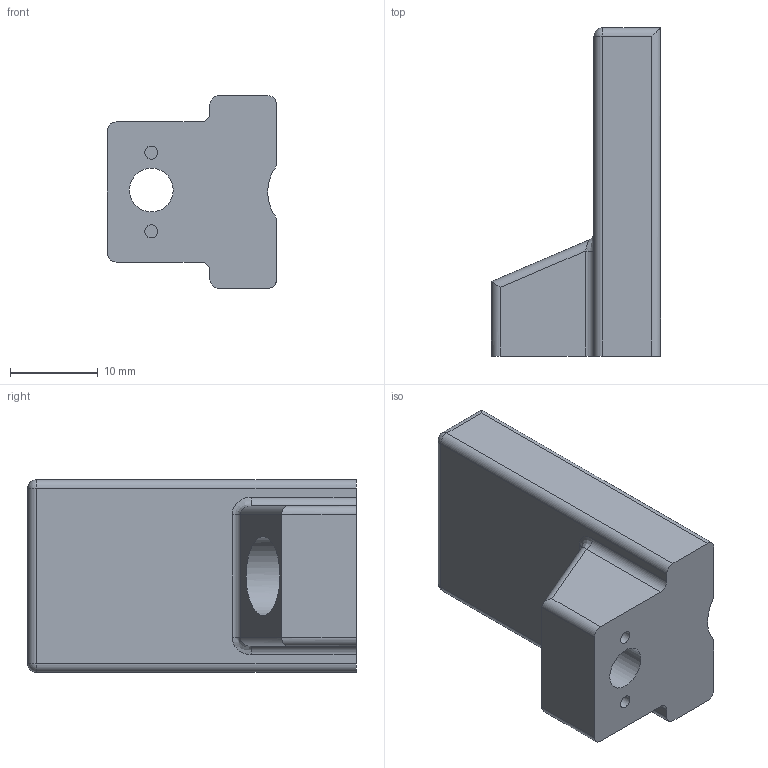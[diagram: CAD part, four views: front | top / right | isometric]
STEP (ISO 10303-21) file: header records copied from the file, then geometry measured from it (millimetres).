
FILE_DESCRIPTION(/* description */ (''),/* implementation_level */ '2;1');
FILE_NAME(/* name */ 'Robotiq_2Finger_Pad.stp',/* time_stamp */ '2024-10-28T08:15:07-04:00',/* author */ ('jmarvel'),/* organization */ (''),/* preprocessor_version */ 'ST-DEVELOPER v18.1',/* originating_system */ 'Autodesk Inventor 2021',/* authorisation */ '');
FILE_SCHEMA (('AUTOMOTIVE_DESIGN { 1 0 10303 214 3 1 1 }'));
Length unit declared in the file: millimetre
Products named in the file (1): Robotiq_2Finger_Pad
Bounding box: 19.3 x 37.5 x 22 mm (x, y, z)
Volume: 7688.7 mm3; surface area: 3232.6 mm2
Topology: 1 solids, 1 shells, 37 faces, 88 edges, 56 vertices
Faces by surface type: cylinder 19, plane 14, bspline 2, sphere 2
Full cylindrical faces by diameter (mm): 1.5 x2, 5 x1, 9 x1
Entity records: 1167 total; most frequent: CARTESIAN_POINT 230, DIRECTION 202, ORIENTED_EDGE 176, EDGE_CURVE 88, AXIS2_PLACEMENT_3D 78, VERTEX_POINT 56, LINE 46, VECTOR 46
